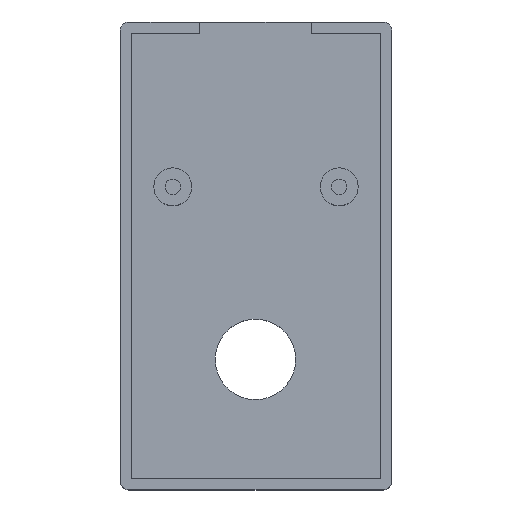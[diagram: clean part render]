
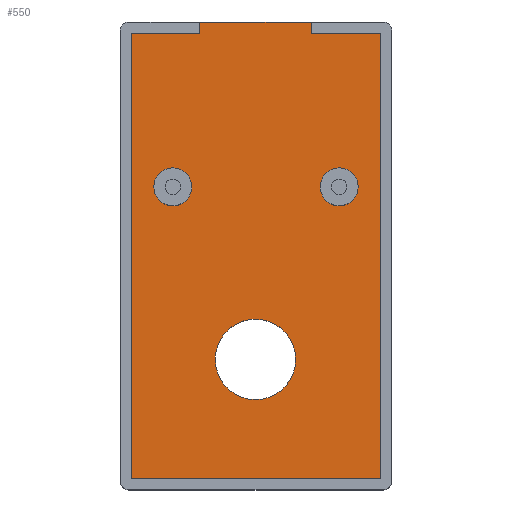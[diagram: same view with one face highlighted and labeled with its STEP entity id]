
A CAD part, top view. The second image highlights one B-rep face of the part: STEP entity #550.
In plain terms, the highlighted planar face has unit normal (0, 0, 1).
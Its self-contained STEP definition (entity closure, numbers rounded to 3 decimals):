
#21=FACE_BOUND('',#98,.T.);
#22=FACE_BOUND('',#99,.T.);
#23=FACE_BOUND('',#100,.T.);
#36=PLANE('',#608);
#64=FACE_OUTER_BOUND('',#97,.T.);
#97=EDGE_LOOP('',(#454,#455,#456,#457,#458,#459,#460,#461));
#98=EDGE_LOOP('',(#462));
#99=EDGE_LOOP('',(#463));
#100=EDGE_LOOP('',(#464));
#123=LINE('',#809,#180);
#159=LINE('',#901,#216);
#160=LINE('',#903,#217);
#161=LINE('',#905,#218);
#162=LINE('',#907,#219);
#163=LINE('',#909,#220);
#164=LINE('',#911,#221);
#165=LINE('',#912,#222);
#180=VECTOR('',#647,10.);
#216=VECTOR('',#731,10.);
#217=VECTOR('',#732,10.);
#218=VECTOR('',#733,10.);
#219=VECTOR('',#734,10.);
#220=VECTOR('',#735,10.);
#221=VECTOR('',#736,10.);
#222=VECTOR('',#737,10.);
#244=CIRCLE('',#606,3.4);
#245=CIRCLE('',#609,3.4);
#246=CIRCLE('',#610,7.211);
#256=VERTEX_POINT('',#806);
#257=VERTEX_POINT('',#808);
#288=VERTEX_POINT('',#895);
#289=VERTEX_POINT('',#900);
#290=VERTEX_POINT('',#902);
#291=VERTEX_POINT('',#904);
#292=VERTEX_POINT('',#906);
#293=VERTEX_POINT('',#908);
#294=VERTEX_POINT('',#910);
#295=VERTEX_POINT('',#913);
#296=VERTEX_POINT('',#915);
#307=EDGE_CURVE('',#256,#257,#123,.T.);
#352=EDGE_CURVE('',#288,#288,#244,.T.);
#353=EDGE_CURVE('',#256,#289,#159,.T.);
#354=EDGE_CURVE('',#289,#290,#160,.T.);
#355=EDGE_CURVE('',#290,#291,#161,.T.);
#356=EDGE_CURVE('',#291,#292,#162,.T.);
#357=EDGE_CURVE('',#292,#293,#163,.T.);
#358=EDGE_CURVE('',#293,#294,#164,.T.);
#359=EDGE_CURVE('',#294,#257,#165,.T.);
#360=EDGE_CURVE('',#295,#295,#245,.T.);
#361=EDGE_CURVE('',#296,#296,#246,.T.);
#454=ORIENTED_EDGE('',*,*,#353,.T.);
#455=ORIENTED_EDGE('',*,*,#354,.T.);
#456=ORIENTED_EDGE('',*,*,#355,.T.);
#457=ORIENTED_EDGE('',*,*,#356,.T.);
#458=ORIENTED_EDGE('',*,*,#357,.T.);
#459=ORIENTED_EDGE('',*,*,#358,.T.);
#460=ORIENTED_EDGE('',*,*,#359,.T.);
#461=ORIENTED_EDGE('',*,*,#307,.F.);
#462=ORIENTED_EDGE('',*,*,#360,.T.);
#463=ORIENTED_EDGE('',*,*,#361,.F.);
#464=ORIENTED_EDGE('',*,*,#352,.T.);
#550=ADVANCED_FACE('',(#64,#21,#22,#23),#36,.F.);
#606=AXIS2_PLACEMENT_3D('',#897,#725,#726);
#608=AXIS2_PLACEMENT_3D('',#899,#729,#730);
#609=AXIS2_PLACEMENT_3D('',#914,#738,#739);
#610=AXIS2_PLACEMENT_3D('',#916,#740,#741);
#647=DIRECTION('',(1.,0.,0.));
#725=DIRECTION('center_axis',(0.,0.,-1.));
#726=DIRECTION('ref_axis',(1.,0.,0.));
#729=DIRECTION('center_axis',(0.,0.,-1.));
#730=DIRECTION('ref_axis',(1.,0.,0.));
#731=DIRECTION('',(0.,-1.,0.));
#732=DIRECTION('',(-1.,0.,0.));
#733=DIRECTION('',(0.,-1.,0.));
#734=DIRECTION('',(1.,0.,0.));
#735=DIRECTION('',(0.,1.,0.));
#736=DIRECTION('',(-1.,0.,0.));
#737=DIRECTION('',(0.,1.,0.));
#738=DIRECTION('center_axis',(0.,0.,-1.));
#739=DIRECTION('ref_axis',(1.,0.,0.));
#740=DIRECTION('center_axis',(0.,0.,1.));
#741=DIRECTION('ref_axis',(1.,0.,0.));
#806=CARTESIAN_POINT('',(-10.1,41.9,-4.));
#808=CARTESIAN_POINT('',(9.9,41.9,-4.));
#809=CARTESIAN_POINT('',(-24.3,41.9,-4.));
#895=CARTESIAN_POINT('',(11.5,12.4,-4.));
#897=CARTESIAN_POINT('Origin',(14.9,12.4,-4.));
#899=CARTESIAN_POINT('Origin',(0.,0.,-4.));
#900=CARTESIAN_POINT('',(-10.1,39.9,-4.));
#901=CARTESIAN_POINT('',(-10.1,19.95,-4.));
#902=CARTESIAN_POINT('',(-22.3,39.9,-4.));
#903=CARTESIAN_POINT('',(-11.15,39.9,-4.));
#904=CARTESIAN_POINT('',(-22.3,-39.9,-4.));
#905=CARTESIAN_POINT('',(-22.3,-19.95,-4.));
#906=CARTESIAN_POINT('',(22.3,-39.9,-4.));
#907=CARTESIAN_POINT('',(11.15,-39.9,-4.));
#908=CARTESIAN_POINT('',(22.3,39.9,-4.));
#909=CARTESIAN_POINT('',(22.3,19.95,-4.));
#910=CARTESIAN_POINT('',(9.9,39.9,-4.));
#911=CARTESIAN_POINT('',(4.95,39.9,-4.));
#912=CARTESIAN_POINT('',(9.9,20.95,-4.));
#913=CARTESIAN_POINT('',(-18.3,12.4,-4.));
#914=CARTESIAN_POINT('Origin',(-14.9,12.4,-4.));
#915=CARTESIAN_POINT('',(-7.311,-18.511,-4.));
#916=CARTESIAN_POINT('Origin',(-0.1,-18.511,-4.));
